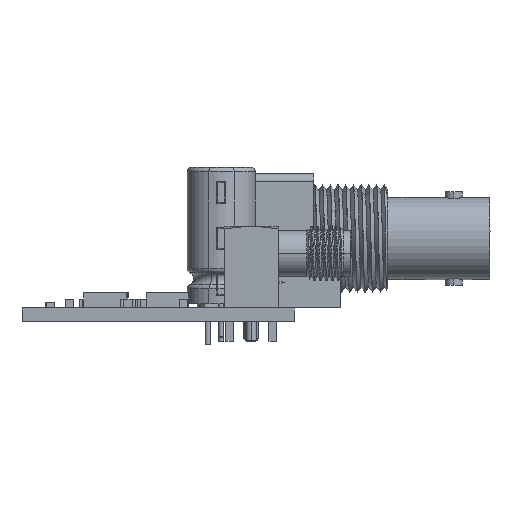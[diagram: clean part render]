
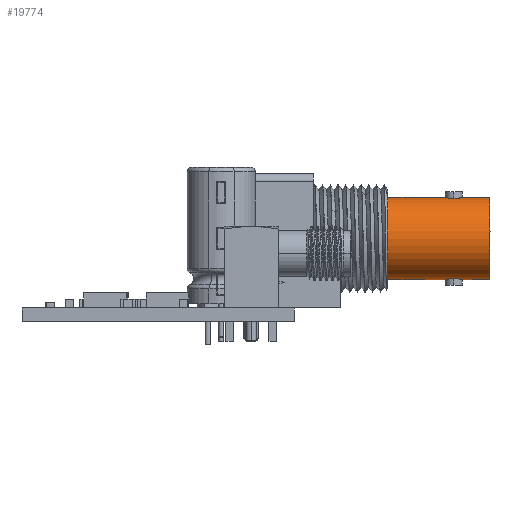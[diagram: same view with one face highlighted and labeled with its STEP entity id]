
A CAD part, left-side view. The second image highlights one B-rep face of the part: STEP entity #19774.
In plain terms, the highlighted cylindrical face has radius 4.825 mm (diameter 9.65 mm), a partial arc.
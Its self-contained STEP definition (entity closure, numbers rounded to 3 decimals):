
#19732 = EDGE_CURVE('',#19733,#19735,#19737,.T.);
#19733 = VERTEX_POINT('',#19734);
#19734 = CARTESIAN_POINT('',(0.,4.825,0.));
#19735 = VERTEX_POINT('',#19736);
#19736 = CARTESIAN_POINT('',(0.,-4.825,0.));
#19737 = CIRCLE('',#19738,4.825);
#19738 = AXIS2_PLACEMENT_3D('',#19739,#19740,#19741);
#19739 = CARTESIAN_POINT('',(0.,0.,0.));
#19740 = DIRECTION('',(0.,0.,1.));
#19741 = DIRECTION('',(0.,1.,0.));
#19774 = ADVANCED_FACE('',(#19775),#19881,.T.);
#19775 = FACE_BOUND('',#19776,.T.);
#19776 = EDGE_LOOP('',(#19777,#19787,#19803,#19819,#19825,#19826,#19834,
    #19850,#19866,#19874));
#19777 = ORIENTED_EDGE('',*,*,#19778,.T.);
#19778 = EDGE_CURVE('',#19779,#19781,#19783,.T.);
#19779 = VERTEX_POINT('',#19780);
#19780 = CARTESIAN_POINT('',(0.,-4.825,-12.));
#19781 = VERTEX_POINT('',#19782);
#19782 = CARTESIAN_POINT('',(0.,-4.825,-5.23));
#19783 = LINE('',#19784,#19785);
#19784 = CARTESIAN_POINT('',(0.,-4.825,-12.));
#19785 = VECTOR('',#19786,1.);
#19786 = DIRECTION('',(0.,0.,1.));
#19787 = ORIENTED_EDGE('',*,*,#19788,.F.);
#19788 = EDGE_CURVE('',#19789,#19781,#19791,.T.);
#19789 = VERTEX_POINT('',#19790);
#19790 = CARTESIAN_POINT('',(-0.991,-4.722,-4.24));
#19791 = B_SPLINE_CURVE_WITH_KNOTS('',3,(#19792,#19793,#19794,#19795,
    #19796,#19797,#19798,#19799,#19800,#19801,#19802),.UNSPECIFIED.,.F.,
  .F.,(4,1,1,1,1,1,1,1,4),(0.,0.125,0.25,0.375,0.5,0.625,0.75,0.875
    ,1.),.QUASI_UNIFORM_KNOTS.);
#19792 = CARTESIAN_POINT('',(-0.991,-4.722,-4.24));
#19793 = CARTESIAN_POINT('',(-0.991,-4.722,-4.305));
#19794 = CARTESIAN_POINT('',(-0.978,-4.725,
    -4.433));
#19795 = CARTESIAN_POINT('',(-0.921,-4.737,
    -4.622));
#19796 = CARTESIAN_POINT('',(-0.828,-4.754,
    -4.794));
#19797 = CARTESIAN_POINT('',(-0.705,-4.774,
    -4.944));
#19798 = CARTESIAN_POINT('',(-0.555,-4.794,
    -5.068));
#19799 = CARTESIAN_POINT('',(-0.383,-4.811,
    -5.16));
#19800 = CARTESIAN_POINT('',(-0.189,-4.823,
    -5.218));
#19801 = CARTESIAN_POINT('',(-0.064,-4.825,-5.23));
#19802 = CARTESIAN_POINT('',(0.,-4.825,-5.23));
#19803 = ORIENTED_EDGE('',*,*,#19804,.F.);
#19804 = EDGE_CURVE('',#19805,#19789,#19807,.T.);
#19805 = VERTEX_POINT('',#19806);
#19806 = CARTESIAN_POINT('',(0.,-4.825,-3.249));
#19807 = B_SPLINE_CURVE_WITH_KNOTS('',3,(#19808,#19809,#19810,#19811,
    #19812,#19813,#19814,#19815,#19816,#19817,#19818),.UNSPECIFIED.,.F.,
  .F.,(4,1,1,1,1,1,1,1,4),(0.,0.125,0.25,0.375,0.5,0.625,0.75,0.875
    ,1.),.QUASI_UNIFORM_KNOTS.);
#19808 = CARTESIAN_POINT('',(0.,-4.825,-3.249));
#19809 = CARTESIAN_POINT('',(-0.064,-4.825,-3.249));
#19810 = CARTESIAN_POINT('',(-0.189,-4.823,
    -3.261));
#19811 = CARTESIAN_POINT('',(-0.383,-4.811,
    -3.319));
#19812 = CARTESIAN_POINT('',(-0.555,-4.794,
    -3.411));
#19813 = CARTESIAN_POINT('',(-0.705,-4.774,
    -3.535));
#19814 = CARTESIAN_POINT('',(-0.828,-4.754,
    -3.685));
#19815 = CARTESIAN_POINT('',(-0.921,-4.737,
    -3.857));
#19816 = CARTESIAN_POINT('',(-0.978,-4.725,
    -4.046));
#19817 = CARTESIAN_POINT('',(-0.991,-4.722,-4.174));
#19818 = CARTESIAN_POINT('',(-0.991,-4.722,-4.24));
#19819 = ORIENTED_EDGE('',*,*,#19820,.T.);
#19820 = EDGE_CURVE('',#19805,#19735,#19821,.T.);
#19821 = LINE('',#19822,#19823);
#19822 = CARTESIAN_POINT('',(0.,-4.825,-3.249));
#19823 = VECTOR('',#19824,1.);
#19824 = DIRECTION('',(0.,0.,1.));
#19825 = ORIENTED_EDGE('',*,*,#19732,.F.);
#19826 = ORIENTED_EDGE('',*,*,#19827,.F.);
#19827 = EDGE_CURVE('',#19828,#19733,#19830,.T.);
#19828 = VERTEX_POINT('',#19829);
#19829 = CARTESIAN_POINT('',(0.,4.825,-3.249));
#19830 = LINE('',#19831,#19832);
#19831 = CARTESIAN_POINT('',(0.,4.825,-3.249));
#19832 = VECTOR('',#19833,1.);
#19833 = DIRECTION('',(0.,0.,1.));
#19834 = ORIENTED_EDGE('',*,*,#19835,.F.);
#19835 = EDGE_CURVE('',#19836,#19828,#19838,.T.);
#19836 = VERTEX_POINT('',#19837);
#19837 = CARTESIAN_POINT('',(-0.991,4.722,-4.24));
#19838 = B_SPLINE_CURVE_WITH_KNOTS('',3,(#19839,#19840,#19841,#19842,
    #19843,#19844,#19845,#19846,#19847,#19848,#19849),.UNSPECIFIED.,.F.,
  .F.,(4,1,1,1,1,1,1,1,4),(0.,0.125,0.25,0.375,0.5,0.625,0.75,0.875
    ,1.),.QUASI_UNIFORM_KNOTS.);
#19839 = CARTESIAN_POINT('',(-0.991,4.722,-4.24));
#19840 = CARTESIAN_POINT('',(-0.991,4.722,-4.174));
#19841 = CARTESIAN_POINT('',(-0.978,4.725,
    -4.046));
#19842 = CARTESIAN_POINT('',(-0.921,4.737,
    -3.857));
#19843 = CARTESIAN_POINT('',(-0.828,4.754,
    -3.685));
#19844 = CARTESIAN_POINT('',(-0.705,4.774,
    -3.535));
#19845 = CARTESIAN_POINT('',(-0.555,4.794,
    -3.411));
#19846 = CARTESIAN_POINT('',(-0.383,4.811,
    -3.319));
#19847 = CARTESIAN_POINT('',(-0.19,4.823,
    -3.261));
#19848 = CARTESIAN_POINT('',(-0.064,4.825,-3.249));
#19849 = CARTESIAN_POINT('',(0.,4.825,-3.249));
#19850 = ORIENTED_EDGE('',*,*,#19851,.F.);
#19851 = EDGE_CURVE('',#19852,#19836,#19854,.T.);
#19852 = VERTEX_POINT('',#19853);
#19853 = CARTESIAN_POINT('',(0.,4.825,-5.23));
#19854 = B_SPLINE_CURVE_WITH_KNOTS('',3,(#19855,#19856,#19857,#19858,
    #19859,#19860,#19861,#19862,#19863,#19864,#19865),.UNSPECIFIED.,.F.,
  .F.,(4,1,1,1,1,1,1,1,4),(0.,0.125,0.25,0.375,0.5,0.625,0.75,0.875
    ,1.),.QUASI_UNIFORM_KNOTS.);
#19855 = CARTESIAN_POINT('',(0.,4.825,-5.23));
#19856 = CARTESIAN_POINT('',(-0.064,4.825,-5.23));
#19857 = CARTESIAN_POINT('',(-0.19,4.823,
    -5.218));
#19858 = CARTESIAN_POINT('',(-0.383,4.811,
    -5.16));
#19859 = CARTESIAN_POINT('',(-0.555,4.794,
    -5.068));
#19860 = CARTESIAN_POINT('',(-0.705,4.774,
    -4.944));
#19861 = CARTESIAN_POINT('',(-0.828,4.754,
    -4.794));
#19862 = CARTESIAN_POINT('',(-0.921,4.737,
    -4.622));
#19863 = CARTESIAN_POINT('',(-0.978,4.725,
    -4.433));
#19864 = CARTESIAN_POINT('',(-0.991,4.722,-4.305));
#19865 = CARTESIAN_POINT('',(-0.991,4.722,-4.24));
#19866 = ORIENTED_EDGE('',*,*,#19867,.F.);
#19867 = EDGE_CURVE('',#19868,#19852,#19870,.T.);
#19868 = VERTEX_POINT('',#19869);
#19869 = CARTESIAN_POINT('',(0.,4.825,-12.));
#19870 = LINE('',#19871,#19872);
#19871 = CARTESIAN_POINT('',(0.,4.825,-12.));
#19872 = VECTOR('',#19873,1.);
#19873 = DIRECTION('',(0.,0.,1.));
#19874 = ORIENTED_EDGE('',*,*,#19875,.T.);
#19875 = EDGE_CURVE('',#19868,#19779,#19876,.T.);
#19876 = CIRCLE('',#19877,4.825);
#19877 = AXIS2_PLACEMENT_3D('',#19878,#19879,#19880);
#19878 = CARTESIAN_POINT('',(0.,0.,-12.));
#19879 = DIRECTION('',(0.,0.,1.));
#19880 = DIRECTION('',(0.,1.,0.));
#19881 = CYLINDRICAL_SURFACE('',#19882,4.825);
#19882 = AXIS2_PLACEMENT_3D('',#19883,#19884,#19885);
#19883 = CARTESIAN_POINT('',(0.,0.,-12.6));
#19884 = DIRECTION('',(0.,0.,1.));
#19885 = DIRECTION('',(0.,1.,0.));
